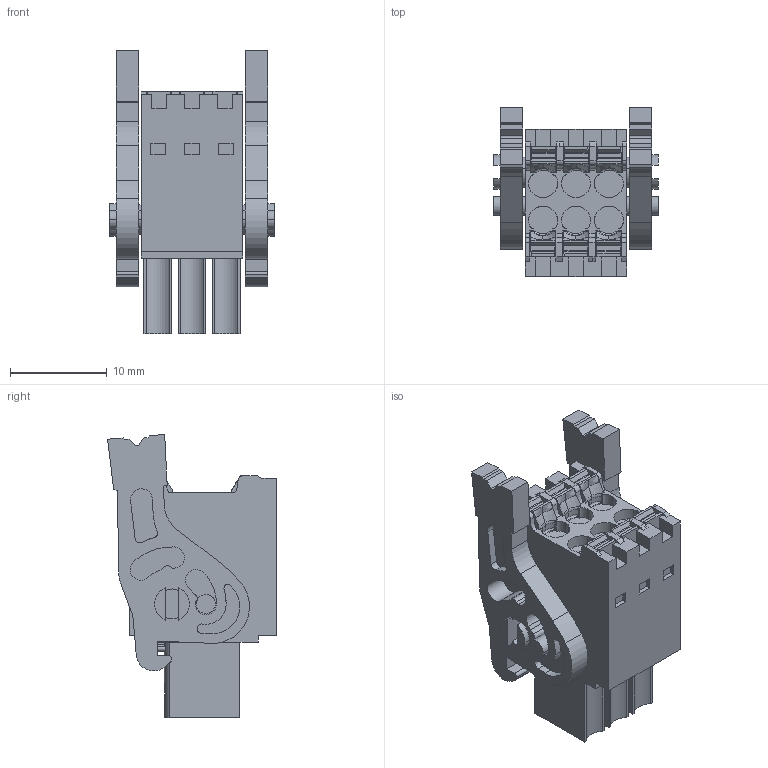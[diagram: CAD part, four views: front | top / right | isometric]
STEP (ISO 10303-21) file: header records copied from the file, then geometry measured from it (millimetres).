
FILE_DESCRIPTION(('CATIA V5 STEP','CAx-IF Rec.Pracs.--- Model Styling and Organization---1.4--- 2014-01-23'),'2;1');
FILE_NAME ('D1450488_2', '2023-08-22T06:48:17+00:00', ('none'), ('Weidmueller'), 'CATIA Version 5-6 Release 2016 SP3 HF44', 'CATIA V5 STEP AP214', 'none');
FILE_SCHEMA(('AUTOMOTIVE_DESIGN { 1 0 10303 214 1 1 1 1 }'));
Length unit declared in the file: millimetre
Products named in the file (1): 1278050000
Bounding box: 17 x 17.45 x 29.28 mm (x, y, z)
Volume: 3645.1 mm3; surface area: 3586.6 mm2
Topology: 9 solids, 9 shells, 633 faces, 1789 edges, 1201 vertices
Faces by surface type: plane 375, cylinder 122, extrusion 77, torus 35, cone 12, bspline 12
Entity records: 22364 total; most frequent: CARTESIAN_POINT 6823, ORIENTED_EDGE 3578, DIRECTION 2412, EDGE_CURVE 1789, VECTOR 1262, VERTEX_POINT 1201, LINE 1185, AXIS2_PLACEMENT_3D 706
